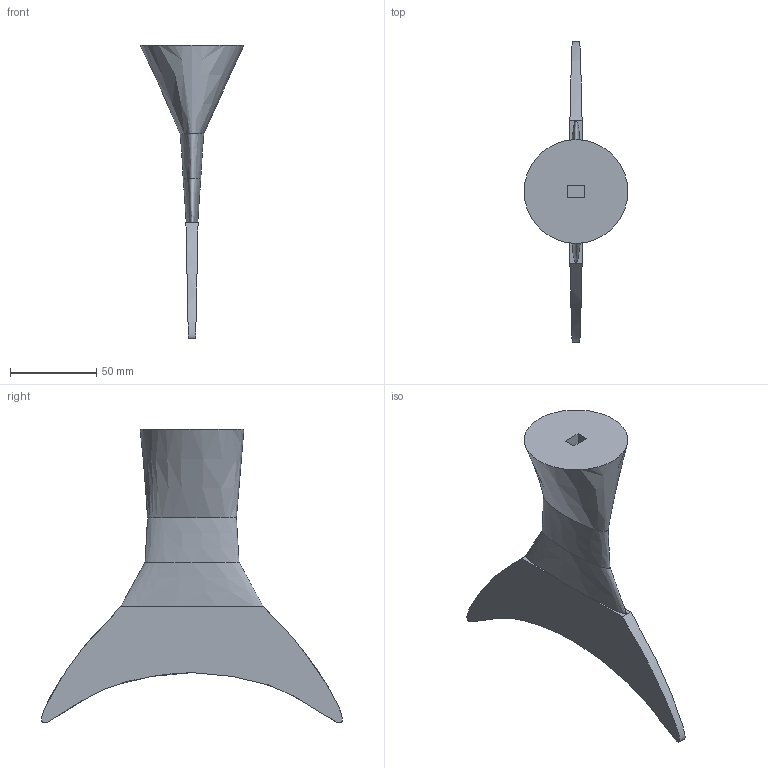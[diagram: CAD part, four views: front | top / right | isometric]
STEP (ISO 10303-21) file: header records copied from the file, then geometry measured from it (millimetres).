
FILE_DESCRIPTION(/* description */ (''),/* implementation_level */ '2;1');
FILE_NAME(/* name */ 'Fin.step',/* time_stamp */ '2022-10-13T13:45:15+05:30',/* author */ (''),/* organization */ (''),/* preprocessor_version */ 'ST-DEVELOPER v19',/* originating_system */ 'Autodesk Translation Framework v11.7.0.108',/* authorisation */ '');
FILE_SCHEMA (('AUTOMOTIVE_DESIGN { 1 0 10303 214 3 1 1 }'));
Length unit declared in the file: millimetre
Products named in the file (1): tail 2.0
Bounding box: 60 x 174.01 x 169.98 mm (x, y, z)
Volume: 141530.4 mm3; surface area: 32046.5 mm2
Topology: 1 solids, 1 shells, 20 faces, 45 edges, 28 vertices
Faces by surface type: plane 13, bspline 7
Entity records: 1368 total; most frequent: CARTESIAN_POINT 962, ORIENTED_EDGE 90, DIRECTION 52, EDGE_CURVE 45, VERTEX_POINT 28, LINE 22, VECTOR 22, EDGE_LOOP 21
